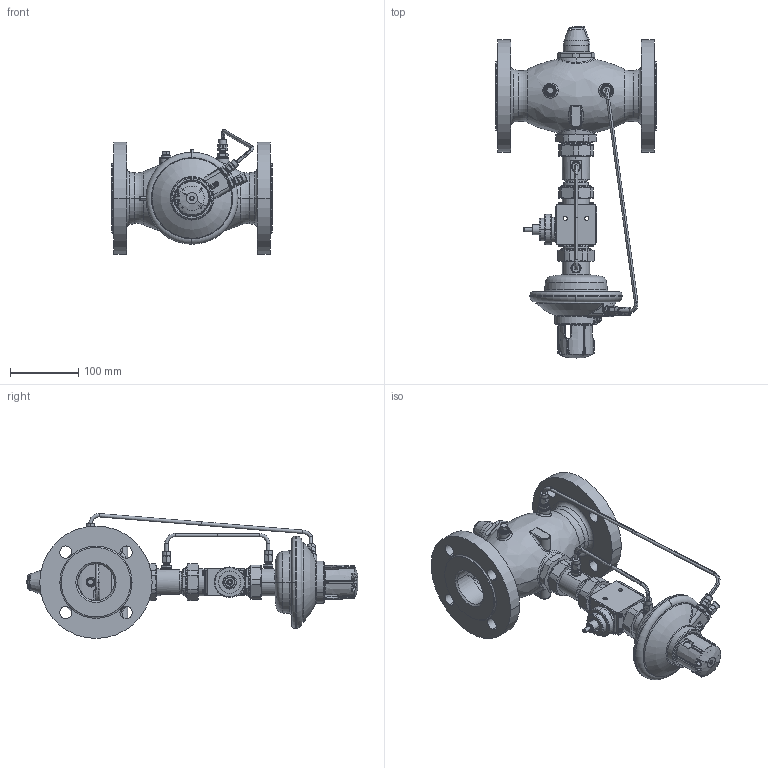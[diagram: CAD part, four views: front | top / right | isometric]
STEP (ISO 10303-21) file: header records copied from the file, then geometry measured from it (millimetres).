
FILE_DESCRIPTION((''),'2;1');
FILE_NAME('003H6810_ASM_1_ASM','2017-01-27T',('U258099'),('Danfoss'),'CREO PARAMETRIC BY PTC INC, 2015480','CREO PARAMETRIC BY PTC INC, 2015480','');
FILE_SCHEMA(('CONFIG_CONTROL_DESIGN'));
Length unit declared in the file: millimetre
Products named in the file (38): 8883806_INST-1_1; 8883808_1; 8890090_1; 88812010_1; 8883802_1; 8883519_ASM_1_ASM; 8883790_ASM_1_ASM; 8881279_1; 8883901_1; 8883789_ASM_1_ASM; 8881282_1; 8881268_ASM_1_ASM; 8881269_1; 8882870_1; 8881277_1; 8881273_1; 5479057_1; 5184009_1; 8883794_ASM_1_ASM; 8883897_1; 8883793_ASM_1_ASM; 51840130_1; 88810710_1; 5191729_1; SERTO3_1; SERTO-2_ASM_1_ASM; 8883842_1; 8883844_ASM_1_ASM; 8882045_1; 8882035_ASM_1_ASM; 88821540_1; 88821480_ASM_1_ASM; 8882954_1; 5184018_1; 5191725_1; 8883557_1; 8883560_1; 003H6810_ASM_1_ASM
Assembly tree (54 placements, depth 4):
  003H6810_ASM_1_ASM
    8883790_ASM_1_ASM
      8883806_INST-1_1
      8883808_1
      8890090_1
      88812010_1
      8883519_ASM_1_ASM
        8883802_1
    8883794_ASM_1_ASM
      8883789_ASM_1_ASM
        8881279_1
        8883901_1
        8890090_1
      8881268_ASM_1_ASM
        8881282_1
      8881269_1
      8882870_1  x2
      8881277_1
      8881273_1
      5479057_1  x2
      5184009_1  x8
    8883793_ASM_1_ASM
      8883897_1
      8882870_1
      8890090_1
    51840130_1
    88810710_1  x3
    5191729_1
    SERTO-2_ASM_1_ASM
      88810710_1
      SERTO3_1
    8883844_ASM_1_ASM
      8883842_1
    8882035_ASM_1_ASM
      8882045_1
    88821480_ASM_1_ASM
      88821540_1
    8882954_1
    5184018_1
    5191725_1  x3
    8883557_1
    8883560_1
Bounding box: 236 x 487.27 x 183.29 mm (x, y, z)
Volume: 1864484.1 mm3; surface area: 532245.6 mm2
Topology: 44 solids, 44 shells, 2834 faces, 7235 edges, 4582 vertices
Faces by surface type: cylinder 844, plane 798, cone 582, torus 398, bspline 196, sphere 16
Entity records: 82259 total; most frequent: CARTESIAN_POINT 29330, ORIENTED_EDGE 11132, DIRECTION 11104, EDGE_CURVE 5566, AXIS2_PLACEMENT_3D 4771, VERTEX_POINT 3547, CIRCLE 2666, EDGE_LOOP 2407
